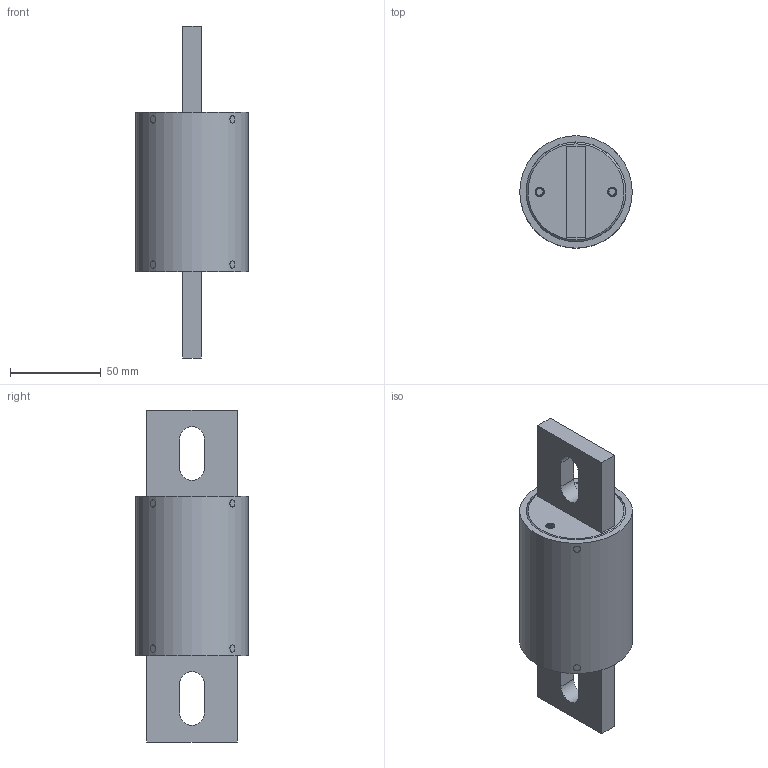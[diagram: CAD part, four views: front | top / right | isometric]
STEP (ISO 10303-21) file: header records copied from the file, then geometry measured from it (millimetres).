
FILE_DESCRIPTION(/* description */ (''),/* implementation_level */ '2;1');
FILE_NAME(/* name */ 'RS63MH-800.stp',/* time_stamp */ '2023-12-11T09:06:14+08:00',/* author */ (''),/* organization */ (''),/* preprocessor_version */ 'ST-DEVELOPER v16',/* originating_system */ 'SIEMENS PLM Software NX 10.0',/* authorisation */ '');
FILE_SCHEMA (('CONFIG_CONTROL_DESIGN'));
Length unit declared in the file: millimetre
Products named in the file (1): 63
Bounding box: 62 x 62 x 183 mm (x, y, z)
Volume: 143973.5 mm3; surface area: 60215 mm2
Topology: 15 solids, 15 shells, 138 faces, 302 edges, 200 vertices
Faces by surface type: plane 78, cylinder 24, bspline 24, cone 12
Full cylindrical faces by diameter (mm): 54.9 x2, 55 x1, 62 x1
Entity records: 29964 total; most frequent: CARTESIAN_POINT 27163, ORIENTED_EDGE 540, DIRECTION 472, EDGE_CURVE 270, VERTEX_POINT 192, EDGE_LOOP 182, AXIS2_PLACEMENT_3D 171, ADVANCED_FACE 138
